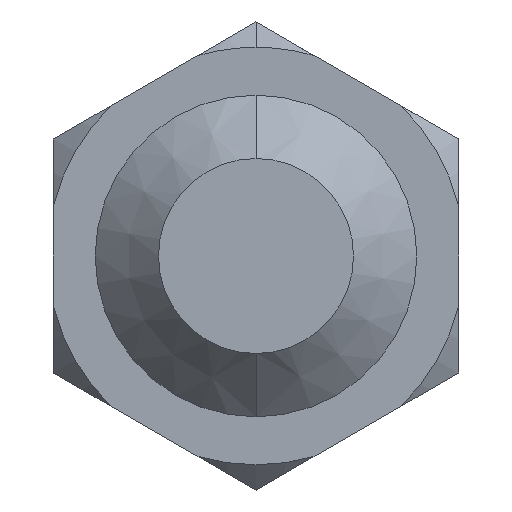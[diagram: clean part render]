
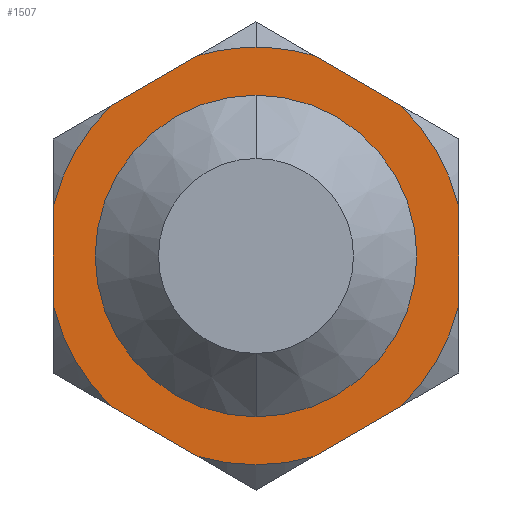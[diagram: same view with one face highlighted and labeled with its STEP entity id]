
A CAD part, front view. The second image highlights one B-rep face of the part: STEP entity #1507.
In plain terms, the highlighted planar face has unit normal (0, -1, 0).
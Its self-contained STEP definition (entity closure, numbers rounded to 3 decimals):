
#4 = DIRECTION ( 'NONE',  ( 0.866, 0., -0.5 ) ) ;
#9 = VERTEX_POINT ( 'NONE', #1755 ) ;
#21 = CIRCLE ( 'NONE', #1665, 6.35 ) ;
#31 = CARTESIAN_POINT ( 'NONE',  ( 0., -25., -9.238 ) ) ;
#58 = CARTESIAN_POINT ( 'NONE',  ( -8., -25., 4.619 ) ) ;
#77 = EDGE_CURVE ( 'NONE', #2010, #1906, #958, .T. ) ;
#104 = ORIENTED_EDGE ( 'NONE', *, *, #77, .T. ) ;
#124 = EDGE_CURVE ( 'NONE', #9, #616, #1783, .T. ) ;
#130 = LINE ( 'NONE', #31, #1566 ) ;
#133 = VECTOR ( 'NONE', #1792, 1000. ) ;
#134 = CARTESIAN_POINT ( 'NONE',  ( -2.29, -25., -7.915 ) ) ;
#143 = CARTESIAN_POINT ( 'NONE',  ( 0., -25., 6.35 ) ) ;
#152 = DIRECTION ( 'NONE',  ( 0., 0., 1. ) ) ;
#160 = ORIENTED_EDGE ( 'NONE', *, *, #2022, .T. ) ;
#172 = DIRECTION ( 'NONE',  ( 0., 0., -1. ) ) ;
#180 = CARTESIAN_POINT ( 'NONE',  ( 0., -25., 0. ) ) ;
#205 = DIRECTION ( 'NONE',  ( 0., 0., -1. ) ) ;
#215 = VERTEX_POINT ( 'NONE', #1149 ) ;
#270 = CARTESIAN_POINT ( 'NONE',  ( 0., -25., 0. ) ) ;
#285 = ORIENTED_EDGE ( 'NONE', *, *, #1767, .F. ) ;
#286 = ORIENTED_EDGE ( 'NONE', *, *, #1753, .T. ) ;
#299 = CARTESIAN_POINT ( 'NONE',  ( 0., -25., 0. ) ) ;
#310 = CARTESIAN_POINT ( 'NONE',  ( 8., -25., 1.974 ) ) ;
#319 = ORIENTED_EDGE ( 'NONE', *, *, #2049, .T. ) ;
#347 = VERTEX_POINT ( 'NONE', #1553 ) ;
#348 = CARTESIAN_POINT ( 'NONE',  ( 0., -25., 0. ) ) ;
#400 = ORIENTED_EDGE ( 'NONE', *, *, #865, .F. ) ;
#401 = VECTOR ( 'NONE', #1802, 1000. ) ;
#472 = ORIENTED_EDGE ( 'NONE', *, *, #977, .T. ) ;
#476 = CARTESIAN_POINT ( 'NONE',  ( -8., -25., -4.619 ) ) ;
#511 = DIRECTION ( 'NONE',  ( 0., 0., -1. ) ) ;
#526 = DIRECTION ( 'NONE',  ( 0.866, 0., 0.5 ) ) ;
#529 = AXIS2_PLACEMENT_3D ( 'NONE', #835, #1465, #989 ) ;
#555 = EDGE_CURVE ( 'NONE', #810, #347, #1192, .T. ) ;
#581 = EDGE_CURVE ( 'NONE', #847, #810, #1145, .T. ) ;
#603 = DIRECTION ( 'NONE',  ( -0.866, 0., -0.5 ) ) ;
#611 = VERTEX_POINT ( 'NONE', #1912 ) ;
#616 = VERTEX_POINT ( 'NONE', #679 ) ;
#642 = FACE_OUTER_BOUND ( 'NONE', #787, .T. ) ;
#647 = CIRCLE ( 'NONE', #1070, 8.24 ) ;
#679 = CARTESIAN_POINT ( 'NONE',  ( -8., -25., 1.974 ) ) ;
#698 = CARTESIAN_POINT ( 'NONE',  ( 0., -25., 0. ) ) ;
#760 = DIRECTION ( 'NONE',  ( 0., -1., 0. ) ) ;
#783 = DIRECTION ( 'NONE',  ( 0., -1., 0. ) ) ;
#787 = EDGE_LOOP ( 'NONE', ( #1066, #1047, #817, #1879, #286, #856, #1186, #160, #1897, #472, #319, #1806, #104 ) ) ;
#799 = CARTESIAN_POINT ( 'NONE',  ( 0., -25., 8.24 ) ) ;
#805 = EDGE_CURVE ( 'NONE', #1260, #215, #647, .T. ) ;
#810 = VERTEX_POINT ( 'NONE', #799 ) ;
#817 = ORIENTED_EDGE ( 'NONE', *, *, #1487, .T. ) ;
#825 = AXIS2_PLACEMENT_3D ( 'NONE', #299, #783, #1866 ) ;
#835 = CARTESIAN_POINT ( 'NONE',  ( 0., -25., 0. ) ) ;
#847 = VERTEX_POINT ( 'NONE', #1712 ) ;
#853 = AXIS2_PLACEMENT_3D ( 'NONE', #698, #1630, #205 ) ;
#856 = ORIENTED_EDGE ( 'NONE', *, *, #581, .T. ) ;
#865 = EDGE_CURVE ( 'NONE', #1719, #1018, #1285, .T. ) ;
#890 = CARTESIAN_POINT ( 'NONE',  ( 2.29, -25., -7.915 ) ) ;
#928 = CARTESIAN_POINT ( 'NONE',  ( -8., -25., -1.974 ) ) ;
#933 = DIRECTION ( 'NONE',  ( 0., 0., -1. ) ) ;
#934 = FACE_BOUND ( 'NONE', #1115, .T. ) ;
#958 = CIRCLE ( 'NONE', #853, 8.24 ) ;
#977 = EDGE_CURVE ( 'NONE', #616, #1146, #1086, .T. ) ;
#989 = DIRECTION ( 'NONE',  ( 0., 0., -1. ) ) ;
#990 = VECTOR ( 'NONE', #4, 1000. ) ;
#1018 = VERTEX_POINT ( 'NONE', #143 ) ;
#1035 = AXIS2_PLACEMENT_3D ( 'NONE', #270, #760, #1707 ) ;
#1047 = ORIENTED_EDGE ( 'NONE', *, *, #1333, .T. ) ;
#1066 = ORIENTED_EDGE ( 'NONE', *, *, #1607, .T. ) ;
#1070 = AXIS2_PLACEMENT_3D ( 'NONE', #1742, #1882, #933 ) ;
#1086 = LINE ( 'NONE', #58, #133 ) ;
#1094 = CARTESIAN_POINT ( 'NONE',  ( -5.71, -25., -5.941 ) ) ;
#1103 = CARTESIAN_POINT ( 'NONE',  ( 0., -25., 9.238 ) ) ;
#1115 = EDGE_LOOP ( 'NONE', ( #285, #400 ) ) ;
#1138 = LINE ( 'NONE', #1584, #1207 ) ;
#1145 = CIRCLE ( 'NONE', #1460, 8.24 ) ;
#1146 = VERTEX_POINT ( 'NONE', #928 ) ;
#1149 = CARTESIAN_POINT ( 'NONE',  ( 5.71, -25., 5.941 ) ) ;
#1153 = CARTESIAN_POINT ( 'NONE',  ( 5.71, -25., -5.941 ) ) ;
#1155 = DIRECTION ( 'NONE',  ( 0., -1., 0. ) ) ;
#1186 = ORIENTED_EDGE ( 'NONE', *, *, #555, .T. ) ;
#1192 = CIRCLE ( 'NONE', #825, 8.24 ) ;
#1207 = VECTOR ( 'NONE', #152, 1000. ) ;
#1243 = CARTESIAN_POINT ( 'NONE',  ( 0., -25., 9.238 ) ) ;
#1260 = VERTEX_POINT ( 'NONE', #310 ) ;
#1270 = LINE ( 'NONE', #1243, #1614 ) ;
#1276 = DIRECTION ( 'NONE',  ( 0., -1., 0. ) ) ;
#1285 = CIRCLE ( 'NONE', #2053, 6.35 ) ;
#1305 = CARTESIAN_POINT ( 'NONE',  ( 0., -25., 0. ) ) ;
#1333 = EDGE_CURVE ( 'NONE', #1626, #611, #1335, .T. ) ;
#1335 = CIRCLE ( 'NONE', #529, 8.24 ) ;
#1341 = DIRECTION ( 'NONE',  ( 0., -1., 0. ) ) ;
#1347 = AXIS2_PLACEMENT_3D ( 'NONE', #1103, #1276, #1731 ) ;
#1362 = LINE ( 'NONE', #1647, #401 ) ;
#1413 = PLANE ( 'NONE',  #1347 ) ;
#1445 = LINE ( 'NONE', #476, #990 ) ;
#1448 = DIRECTION ( 'NONE',  ( 0., -1., 0. ) ) ;
#1460 = AXIS2_PLACEMENT_3D ( 'NONE', #348, #1448, #172 ) ;
#1463 = CIRCLE ( 'NONE', #1035, 8.24 ) ;
#1465 = DIRECTION ( 'NONE',  ( 0., -1., 0. ) ) ;
#1487 = EDGE_CURVE ( 'NONE', #611, #1260, #1138, .T. ) ;
#1488 = AXIS2_PLACEMENT_3D ( 'NONE', #180, #1590, #511 ) ;
#1507 = ADVANCED_FACE ( 'NONE', ( #642, #934 ), #1413, .T. ) ;
#1526 = EDGE_CURVE ( 'NONE', #1996, #2010, #1445, .T. ) ;
#1553 = CARTESIAN_POINT ( 'NONE',  ( -2.29, -25., 7.915 ) ) ;
#1566 = VECTOR ( 'NONE', #526, 1000. ) ;
#1584 = CARTESIAN_POINT ( 'NONE',  ( 8., -25., -4.619 ) ) ;
#1590 = DIRECTION ( 'NONE',  ( 0., -1., 0. ) ) ;
#1607 = EDGE_CURVE ( 'NONE', #1906, #1626, #130, .T. ) ;
#1614 = VECTOR ( 'NONE', #603, 1000. ) ;
#1623 = DIRECTION ( 'NONE',  ( 0., 0., -1. ) ) ;
#1626 = VERTEX_POINT ( 'NONE', #1153 ) ;
#1630 = DIRECTION ( 'NONE',  ( 0., -1., 0. ) ) ;
#1647 = CARTESIAN_POINT ( 'NONE',  ( 8., -25., 4.619 ) ) ;
#1662 = DIRECTION ( 'NONE',  ( 0., 0., -1. ) ) ;
#1665 = AXIS2_PLACEMENT_3D ( 'NONE', #1964, #1341, #1662 ) ;
#1707 = DIRECTION ( 'NONE',  ( 0., 0., -1. ) ) ;
#1712 = CARTESIAN_POINT ( 'NONE',  ( 2.29, -25., 7.915 ) ) ;
#1719 = VERTEX_POINT ( 'NONE', #1763 ) ;
#1731 = DIRECTION ( 'NONE',  ( 0., 0., -1. ) ) ;
#1742 = CARTESIAN_POINT ( 'NONE',  ( 0., -25., 0. ) ) ;
#1753 = EDGE_CURVE ( 'NONE', #215, #847, #1362, .T. ) ;
#1755 = CARTESIAN_POINT ( 'NONE',  ( -5.71, -25., 5.941 ) ) ;
#1763 = CARTESIAN_POINT ( 'NONE',  ( 0., -25., -6.35 ) ) ;
#1767 = EDGE_CURVE ( 'NONE', #1018, #1719, #21, .T. ) ;
#1783 = CIRCLE ( 'NONE', #1488, 8.24 ) ;
#1792 = DIRECTION ( 'NONE',  ( 0., 0., -1. ) ) ;
#1802 = DIRECTION ( 'NONE',  ( -0.866, 0., 0.5 ) ) ;
#1806 = ORIENTED_EDGE ( 'NONE', *, *, #1526, .T. ) ;
#1866 = DIRECTION ( 'NONE',  ( 0., 0., -1. ) ) ;
#1879 = ORIENTED_EDGE ( 'NONE', *, *, #805, .T. ) ;
#1882 = DIRECTION ( 'NONE',  ( 0., -1., 0. ) ) ;
#1897 = ORIENTED_EDGE ( 'NONE', *, *, #124, .T. ) ;
#1906 = VERTEX_POINT ( 'NONE', #890 ) ;
#1912 = CARTESIAN_POINT ( 'NONE',  ( 8., -25., -1.974 ) ) ;
#1964 = CARTESIAN_POINT ( 'NONE',  ( 0., -25., 0. ) ) ;
#1996 = VERTEX_POINT ( 'NONE', #1094 ) ;
#2010 = VERTEX_POINT ( 'NONE', #134 ) ;
#2022 = EDGE_CURVE ( 'NONE', #347, #9, #1270, .T. ) ;
#2049 = EDGE_CURVE ( 'NONE', #1146, #1996, #1463, .T. ) ;
#2053 = AXIS2_PLACEMENT_3D ( 'NONE', #1305, #1155, #1623 ) ;
